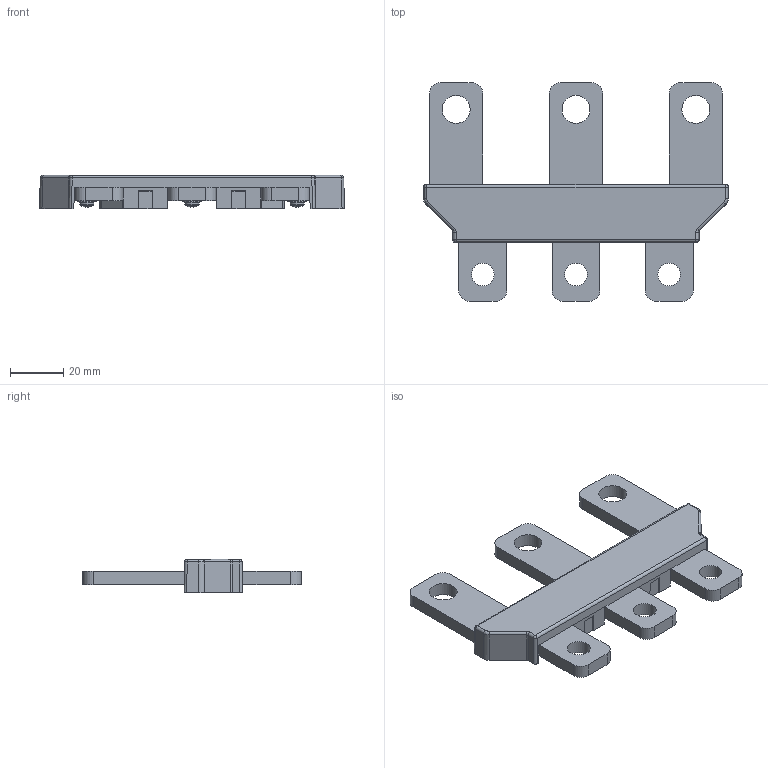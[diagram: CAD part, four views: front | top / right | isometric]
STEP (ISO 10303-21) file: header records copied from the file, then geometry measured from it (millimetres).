
FILE_DESCRIPTION(/* description */ (''),/* implementation_level */ '2;1');
FILE_NAME(/* name */ 'FILE_STP_CAD_DRAWING_3d_BFX3583_prt.stp',/* time_stamp */ '2022-09-07T13:45:08+02:00',/* author */ (''),/* organization */ (''),/* preprocessor_version */ 'ST-DEVELOPER v16.7',/* originating_system */ 'SIEMENS PLM Software NX 12.0',/* authorisation */ '');
FILE_SCHEMA (('AUTOMOTIVE_DESIGN { 1 0 10303 214 3 1 1 1 }'));
Length unit declared in the file: millimetre
Products named in the file (1): 3d_BFX3583
Bounding box: 114.4 x 82 x 12.5 mm (x, y, z)
Surface area: 21575.7 mm2 (no closed solid volume)
Topology: 0 solids, 10 shells, 304 faces, 975 edges, 647 vertices
Faces by surface type: plane 147, cylinder 95, bspline 34, torus 12, sphere 10, cone 6
Full cylindrical faces by diameter (mm): 7 x3, 8.5 x3, 10.5 x3
Entity records: 11250 total; most frequent: CARTESIAN_POINT 2720, DIRECTION 1752, ORIENTED_EDGE 1721, EDGE_CURVE 956, VERTEX_POINT 647, AXIS2_PLACEMENT_3D 615, LINE 522, VECTOR 522
